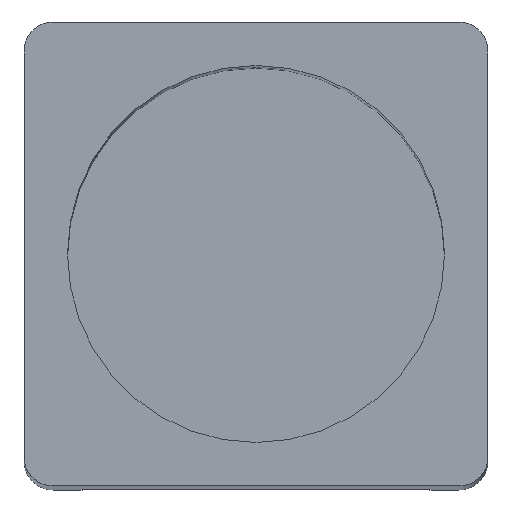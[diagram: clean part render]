
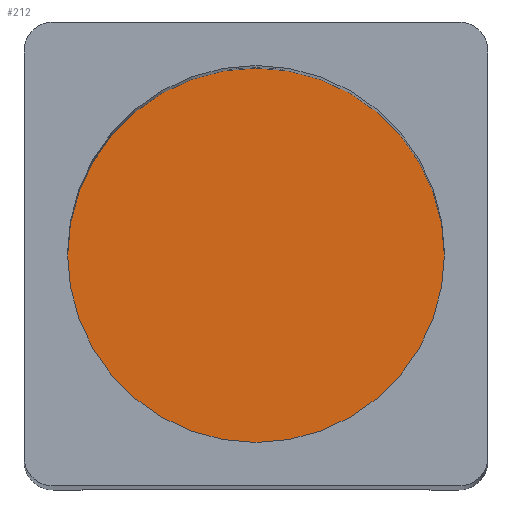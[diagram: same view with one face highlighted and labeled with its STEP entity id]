
A CAD part, top view. The second image highlights one B-rep face of the part: STEP entity #212.
In plain terms, the highlighted planar face has unit normal (0, 0, 1).
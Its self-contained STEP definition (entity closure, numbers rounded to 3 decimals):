
#40 = DIRECTION ( 'NONE',  ( 1., 0., 0. ) ) ;
#119 = DIRECTION ( 'NONE',  ( 1., 0., 0. ) ) ;
#134 = CARTESIAN_POINT ( 'NONE',  ( 1.5, -8., 30. ) ) ;
#212 = ADVANCED_FACE ( 'NONE', ( #741 ), #309, .T. ) ;
#249 = AXIS2_PLACEMENT_3D ( 'NONE', #820, #407, #40 ) ;
#270 = ORIENTED_EDGE ( 'NONE', *, *, #553, .T. ) ;
#309 = PLANE ( 'NONE',  #706 ) ;
#314 = CARTESIAN_POINT ( 'NONE',  ( 8., -8., 30. ) ) ;
#332 = CIRCLE ( 'NONE', #249, 6.5 ) ;
#361 = VERTEX_POINT ( 'NONE', #743 ) ;
#367 = DIRECTION ( 'NONE',  ( 1., 0., 0. ) ) ;
#407 = DIRECTION ( 'NONE',  ( 0., 0., 1. ) ) ;
#412 = EDGE_LOOP ( 'NONE', ( #438, #270 ) ) ;
#438 = ORIENTED_EDGE ( 'NONE', *, *, #529, .T. ) ;
#529 = EDGE_CURVE ( 'NONE', #361, #674, #855, .T. ) ;
#553 = EDGE_CURVE ( 'NONE', #674, #361, #332, .T. ) ;
#674 = VERTEX_POINT ( 'NONE', #134 ) ;
#696 = AXIS2_PLACEMENT_3D ( 'NONE', #314, #758, #119 ) ;
#706 = AXIS2_PLACEMENT_3D ( 'NONE', #799, #730, #367 ) ;
#730 = DIRECTION ( 'NONE',  ( 0., 0., 1. ) ) ;
#741 = FACE_OUTER_BOUND ( 'NONE', #412, .T. ) ;
#743 = CARTESIAN_POINT ( 'NONE',  ( 14.5, -8., 30. ) ) ;
#758 = DIRECTION ( 'NONE',  ( 0., 0., 1. ) ) ;
#799 = CARTESIAN_POINT ( 'NONE',  ( 8., -8., 30. ) ) ;
#820 = CARTESIAN_POINT ( 'NONE',  ( 8., -8., 30. ) ) ;
#855 = CIRCLE ( 'NONE', #696, 6.5 ) ;
